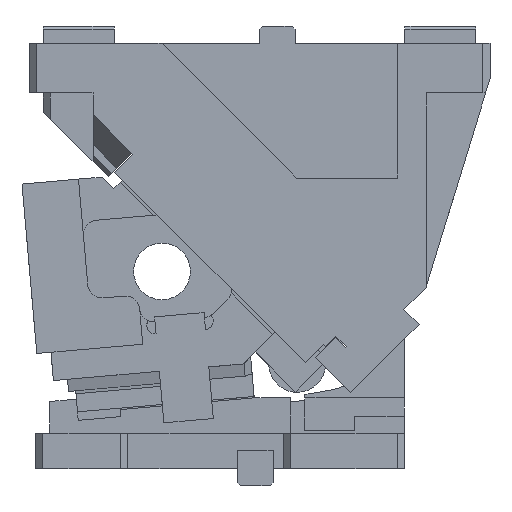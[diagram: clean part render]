
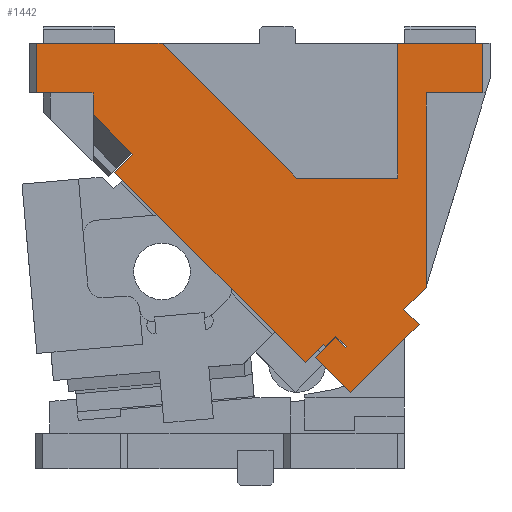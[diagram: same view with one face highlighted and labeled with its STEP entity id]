
A CAD part, left-side view. The second image highlights one B-rep face of the part: STEP entity #1442.
In plain terms, the highlighted planar face has unit normal (-1, 0, 0).
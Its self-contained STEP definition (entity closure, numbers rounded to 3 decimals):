
#516=CARTESIAN_POINT('Vertex',(408.766,936.467,0.)) ;
#519=CARTESIAN_POINT('Line Origine',(408.766,892.13,0.)) ;
#523=CARTESIAN_POINT('Vertex',(408.766,847.793,0.)) ;
#1236=CARTESIAN_POINT('Axis2P3D Location',(408.766,767.886,-76.944)) ;
#1241=CARTESIAN_POINT('Line Origine',(408.766,669.36,-179.847)) ;
#1245=CARTESIAN_POINT('Vertex',(408.766,661.582,-172.069)) ;
#1247=CARTESIAN_POINT('Vertex',(408.766,677.139,-187.625)) ;
#1250=CARTESIAN_POINT('Line Origine',(408.766,661.524,-171.88)) ;
#1254=CARTESIAN_POINT('Vertex',(408.766,661.467,-171.692)) ;
#1257=CARTESIAN_POINT('Line Origine',(408.766,661.467,-103.346)) ;
#1261=CARTESIAN_POINT('Vertex',(408.766,661.467,-35.)) ;
#1264=CARTESIAN_POINT('Line Origine',(408.766,641.467,-35.)) ;
#1268=CARTESIAN_POINT('Vertex',(408.766,621.467,-35.)) ;
#1271=CARTESIAN_POINT('Line Origine',(408.766,621.467,-17.5)) ;
#1275=CARTESIAN_POINT('Vertex',(408.766,621.467,0.)) ;
#1278=CARTESIAN_POINT('Line Origine',(408.766,651.467,0.)) ;
#1282=CARTESIAN_POINT('Vertex',(408.766,681.467,0.)) ;
#1285=CARTESIAN_POINT('Line Origine',(408.766,681.467,-47.5)) ;
#1289=CARTESIAN_POINT('Vertex',(408.766,681.467,-95.)) ;
#1292=CARTESIAN_POINT('Line Origine',(408.766,717.13,-95.)) ;
#1296=CARTESIAN_POINT('Vertex',(408.766,752.793,-95.)) ;
#1299=CARTESIAN_POINT('Line Origine',(408.766,800.293,-47.5)) ;
#1304=CARTESIAN_POINT('Line Origine',(408.766,936.467,-17.5)) ;
#1308=CARTESIAN_POINT('Vertex',(408.766,936.467,-35.)) ;
#1311=CARTESIAN_POINT('Line Origine',(408.766,916.467,-35.)) ;
#1315=CARTESIAN_POINT('Vertex',(408.766,896.467,-35.)) ;
#1318=CARTESIAN_POINT('Line Origine',(408.766,896.467,-42.661)) ;
#1322=CARTESIAN_POINT('Vertex',(408.766,896.467,-50.321)) ;
#1325=CARTESIAN_POINT('Line Origine',(408.766,882.439,-64.349)) ;
#1329=CARTESIAN_POINT('Vertex',(408.766,868.411,-78.377)) ;
#1332=CARTESIAN_POINT('Line Origine',(408.766,874.775,-84.741)) ;
#1336=CARTESIAN_POINT('Vertex',(408.766,881.139,-91.105)) ;
#1339=CARTESIAN_POINT('Line Origine',(408.766,813.964,-158.28)) ;
#1343=CARTESIAN_POINT('Vertex',(408.766,746.789,-225.455)) ;
#1346=CARTESIAN_POINT('Line Origine',(408.766,740.425,-219.091)) ;
#1350=CARTESIAN_POINT('Vertex',(408.766,734.061,-212.727)) ;
#1353=CARTESIAN_POINT('Line Origine',(408.766,733.354,-213.434)) ;
#1357=CARTESIAN_POINT('Vertex',(408.766,732.646,-214.142)) ;
#1360=CARTESIAN_POINT('Line Origine',(408.766,728.934,-210.429)) ;
#1364=CARTESIAN_POINT('Vertex',(408.766,725.222,-206.717)) ;
#1367=CARTESIAN_POINT('Line Origine',(408.766,721.509,-210.429)) ;
#1371=CARTESIAN_POINT('Vertex',(408.766,717.797,-214.142)) ;
#1374=CARTESIAN_POINT('Line Origine',(408.766,717.974,-214.318)) ;
#1378=CARTESIAN_POINT('Vertex',(408.766,718.151,-214.495)) ;
#1381=CARTESIAN_POINT('Line Origine',(408.766,721.686,-210.96)) ;
#1385=CARTESIAN_POINT('Vertex',(408.766,725.222,-207.424)) ;
#1388=CARTESIAN_POINT('Line Origine',(408.766,732.293,-214.495)) ;
#1392=CARTESIAN_POINT('Vertex',(408.766,739.364,-221.566)) ;
#1395=CARTESIAN_POINT('Line Origine',(408.766,726.99,-233.941)) ;
#1399=CARTESIAN_POINT('Vertex',(408.766,714.615,-246.315)) ;
#1402=CARTESIAN_POINT('Line Origine',(408.766,690.574,-222.273)) ;
#1406=CARTESIAN_POINT('Vertex',(408.766,666.532,-198.232)) ;
#1409=CARTESIAN_POINT('Line Origine',(408.766,671.835,-192.928)) ;
#520=DIRECTION('Vector Direction',(0.,-1.,0.)) ;
#1237=DIRECTION('Axis2P3D Direction',(1.,0.,0.)) ;
#1238=DIRECTION('Axis2P3D XDirection',(0.,1.,0.)) ;
#1242=DIRECTION('Vector Direction',(0.,0.707,-0.707)) ;
#1251=DIRECTION('Vector Direction',(0.,0.293,-0.956)) ;
#1258=DIRECTION('Vector Direction',(0.,0.,1.)) ;
#1265=DIRECTION('Vector Direction',(0.,-1.,0.)) ;
#1272=DIRECTION('Vector Direction',(0.,0.,-1.)) ;
#1279=DIRECTION('Vector Direction',(0.,-1.,0.)) ;
#1286=DIRECTION('Vector Direction',(0.,0.,-1.)) ;
#1293=DIRECTION('Vector Direction',(0.,1.,0.)) ;
#1300=DIRECTION('Vector Direction',(0.,0.707,0.707)) ;
#1305=DIRECTION('Vector Direction',(0.,0.,1.)) ;
#1312=DIRECTION('Vector Direction',(0.,-1.,0.)) ;
#1319=DIRECTION('Vector Direction',(0.,0.,-1.)) ;
#1326=DIRECTION('Vector Direction',(0.,-0.707,-0.707)) ;
#1333=DIRECTION('Vector Direction',(0.,-0.707,0.707)) ;
#1340=DIRECTION('Vector Direction',(0.,-0.707,-0.707)) ;
#1347=DIRECTION('Vector Direction',(0.,-0.707,0.707)) ;
#1354=DIRECTION('Vector Direction',(0.,-0.707,-0.707)) ;
#1361=DIRECTION('Vector Direction',(0.,-0.707,0.707)) ;
#1368=DIRECTION('Vector Direction',(0.,-0.707,-0.707)) ;
#1375=DIRECTION('Vector Direction',(0.,0.707,-0.707)) ;
#1382=DIRECTION('Vector Direction',(0.,-0.707,-0.707)) ;
#1389=DIRECTION('Vector Direction',(0.,-0.707,0.707)) ;
#1396=DIRECTION('Vector Direction',(0.,0.707,0.707)) ;
#1403=DIRECTION('Vector Direction',(0.,-0.707,0.707)) ;
#1410=DIRECTION('Vector Direction',(0.,0.707,0.707)) ;
#1239=AXIS2_PLACEMENT_3D('Plane Axis2P3D',#1236,#1237,#1238) ;
#1415=ORIENTED_EDGE('',*,*,#1249,.F.) ;
#1416=ORIENTED_EDGE('',*,*,#1256,.F.) ;
#1417=ORIENTED_EDGE('',*,*,#1263,.T.) ;
#1418=ORIENTED_EDGE('',*,*,#1270,.T.) ;
#1419=ORIENTED_EDGE('',*,*,#1277,.F.) ;
#1420=ORIENTED_EDGE('',*,*,#1284,.F.) ;
#1421=ORIENTED_EDGE('',*,*,#1291,.T.) ;
#1422=ORIENTED_EDGE('',*,*,#1298,.T.) ;
#1423=ORIENTED_EDGE('',*,*,#1303,.T.) ;
#1424=ORIENTED_EDGE('',*,*,#525,.F.) ;
#1425=ORIENTED_EDGE('',*,*,#1310,.F.) ;
#1426=ORIENTED_EDGE('',*,*,#1317,.T.) ;
#1427=ORIENTED_EDGE('',*,*,#1324,.T.) ;
#1428=ORIENTED_EDGE('',*,*,#1331,.T.) ;
#1429=ORIENTED_EDGE('',*,*,#1338,.F.) ;
#1430=ORIENTED_EDGE('',*,*,#1345,.F.) ;
#1431=ORIENTED_EDGE('',*,*,#1352,.T.) ;
#1432=ORIENTED_EDGE('',*,*,#1359,.T.) ;
#1433=ORIENTED_EDGE('',*,*,#1366,.T.) ;
#1434=ORIENTED_EDGE('',*,*,#1373,.T.) ;
#1435=ORIENTED_EDGE('',*,*,#1380,.T.) ;
#1436=ORIENTED_EDGE('',*,*,#1387,.F.) ;
#1437=ORIENTED_EDGE('',*,*,#1394,.F.) ;
#1438=ORIENTED_EDGE('',*,*,#1401,.F.) ;
#1439=ORIENTED_EDGE('',*,*,#1408,.T.) ;
#1440=ORIENTED_EDGE('',*,*,#1413,.T.) ;
#521=VECTOR('Line Direction',#520,1.) ;
#1243=VECTOR('Line Direction',#1242,1.) ;
#1252=VECTOR('Line Direction',#1251,1.) ;
#1259=VECTOR('Line Direction',#1258,1.) ;
#1266=VECTOR('Line Direction',#1265,1.) ;
#1273=VECTOR('Line Direction',#1272,1.) ;
#1280=VECTOR('Line Direction',#1279,1.) ;
#1287=VECTOR('Line Direction',#1286,1.) ;
#1294=VECTOR('Line Direction',#1293,1.) ;
#1301=VECTOR('Line Direction',#1300,1.) ;
#1306=VECTOR('Line Direction',#1305,1.) ;
#1313=VECTOR('Line Direction',#1312,1.) ;
#1320=VECTOR('Line Direction',#1319,1.) ;
#1327=VECTOR('Line Direction',#1326,1.) ;
#1334=VECTOR('Line Direction',#1333,1.) ;
#1341=VECTOR('Line Direction',#1340,1.) ;
#1348=VECTOR('Line Direction',#1347,1.) ;
#1355=VECTOR('Line Direction',#1354,1.) ;
#1362=VECTOR('Line Direction',#1361,1.) ;
#1369=VECTOR('Line Direction',#1368,1.) ;
#1376=VECTOR('Line Direction',#1375,1.) ;
#1383=VECTOR('Line Direction',#1382,1.) ;
#1390=VECTOR('Line Direction',#1389,1.) ;
#1397=VECTOR('Line Direction',#1396,1.) ;
#1404=VECTOR('Line Direction',#1403,1.) ;
#1411=VECTOR('Line Direction',#1410,1.) ;
#1442=ADVANCED_FACE('CAM HOLDER',(#1441),#1240,.F.) ;
#525=EDGE_CURVE('',#517,#524,#522,.T.) ;
#1249=EDGE_CURVE('',#1246,#1248,#1244,.T.) ;
#1256=EDGE_CURVE('',#1255,#1246,#1253,.T.) ;
#1263=EDGE_CURVE('',#1255,#1262,#1260,.T.) ;
#1270=EDGE_CURVE('',#1262,#1269,#1267,.T.) ;
#1277=EDGE_CURVE('',#1276,#1269,#1274,.T.) ;
#1284=EDGE_CURVE('',#1283,#1276,#1281,.T.) ;
#1291=EDGE_CURVE('',#1283,#1290,#1288,.T.) ;
#1298=EDGE_CURVE('',#1290,#1297,#1295,.T.) ;
#1303=EDGE_CURVE('',#1297,#524,#1302,.T.) ;
#1310=EDGE_CURVE('',#1309,#517,#1307,.T.) ;
#1317=EDGE_CURVE('',#1309,#1316,#1314,.T.) ;
#1324=EDGE_CURVE('',#1316,#1323,#1321,.T.) ;
#1331=EDGE_CURVE('',#1323,#1330,#1328,.T.) ;
#1338=EDGE_CURVE('',#1337,#1330,#1335,.T.) ;
#1345=EDGE_CURVE('',#1344,#1337,#1342,.F.) ;
#1352=EDGE_CURVE('',#1344,#1351,#1349,.T.) ;
#1359=EDGE_CURVE('',#1351,#1358,#1356,.T.) ;
#1366=EDGE_CURVE('',#1358,#1365,#1363,.T.) ;
#1373=EDGE_CURVE('',#1365,#1372,#1370,.T.) ;
#1380=EDGE_CURVE('',#1372,#1379,#1377,.T.) ;
#1387=EDGE_CURVE('',#1386,#1379,#1384,.T.) ;
#1394=EDGE_CURVE('',#1393,#1386,#1391,.T.) ;
#1401=EDGE_CURVE('',#1400,#1393,#1398,.T.) ;
#1408=EDGE_CURVE('',#1400,#1407,#1405,.T.) ;
#1413=EDGE_CURVE('',#1407,#1248,#1412,.T.) ;
#1414=EDGE_LOOP('',(#1415,#1416,#1417,#1418,#1419,#1420,#1421,#1422,#1423,#1424,#1425,#1426,#1427,#1428,#1429,#1430,#1431,#1432,#1433,#1434,#1435,#1436,#1437,#1438,#1439,#1440)) ;
#1441=FACE_OUTER_BOUND('',#1414,.T.) ;
#522=LINE('Line',#519,#521) ;
#1244=LINE('Line',#1241,#1243) ;
#1253=LINE('Line',#1250,#1252) ;
#1260=LINE('Line',#1257,#1259) ;
#1267=LINE('Line',#1264,#1266) ;
#1274=LINE('Line',#1271,#1273) ;
#1281=LINE('Line',#1278,#1280) ;
#1288=LINE('Line',#1285,#1287) ;
#1295=LINE('Line',#1292,#1294) ;
#1302=LINE('Line',#1299,#1301) ;
#1307=LINE('Line',#1304,#1306) ;
#1314=LINE('Line',#1311,#1313) ;
#1321=LINE('Line',#1318,#1320) ;
#1328=LINE('Line',#1325,#1327) ;
#1335=LINE('Line',#1332,#1334) ;
#1342=LINE('Line',#1339,#1341) ;
#1349=LINE('Line',#1346,#1348) ;
#1356=LINE('Line',#1353,#1355) ;
#1363=LINE('Line',#1360,#1362) ;
#1370=LINE('Line',#1367,#1369) ;
#1377=LINE('Line',#1374,#1376) ;
#1384=LINE('Line',#1381,#1383) ;
#1391=LINE('Line',#1388,#1390) ;
#1398=LINE('Line',#1395,#1397) ;
#1405=LINE('Line',#1402,#1404) ;
#1412=LINE('Line',#1409,#1411) ;
#1240=PLANE('Plane',#1239) ;
#517=VERTEX_POINT('',#516) ;
#524=VERTEX_POINT('',#523) ;
#1246=VERTEX_POINT('',#1245) ;
#1248=VERTEX_POINT('',#1247) ;
#1255=VERTEX_POINT('',#1254) ;
#1262=VERTEX_POINT('',#1261) ;
#1269=VERTEX_POINT('',#1268) ;
#1276=VERTEX_POINT('',#1275) ;
#1283=VERTEX_POINT('',#1282) ;
#1290=VERTEX_POINT('',#1289) ;
#1297=VERTEX_POINT('',#1296) ;
#1309=VERTEX_POINT('',#1308) ;
#1316=VERTEX_POINT('',#1315) ;
#1323=VERTEX_POINT('',#1322) ;
#1330=VERTEX_POINT('',#1329) ;
#1337=VERTEX_POINT('',#1336) ;
#1344=VERTEX_POINT('',#1343) ;
#1351=VERTEX_POINT('',#1350) ;
#1358=VERTEX_POINT('',#1357) ;
#1365=VERTEX_POINT('',#1364) ;
#1372=VERTEX_POINT('',#1371) ;
#1379=VERTEX_POINT('',#1378) ;
#1386=VERTEX_POINT('',#1385) ;
#1393=VERTEX_POINT('',#1392) ;
#1400=VERTEX_POINT('',#1399) ;
#1407=VERTEX_POINT('',#1406) ;
